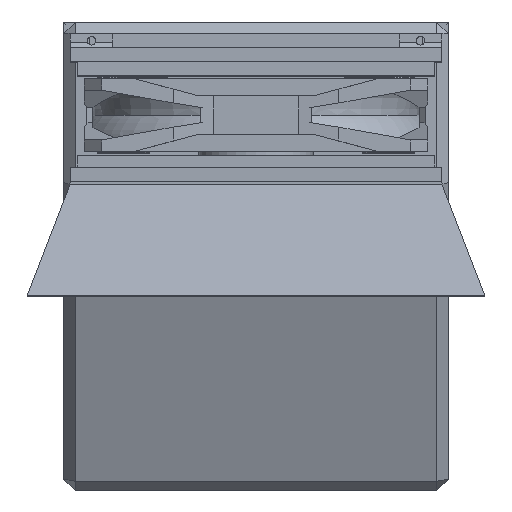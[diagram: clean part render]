
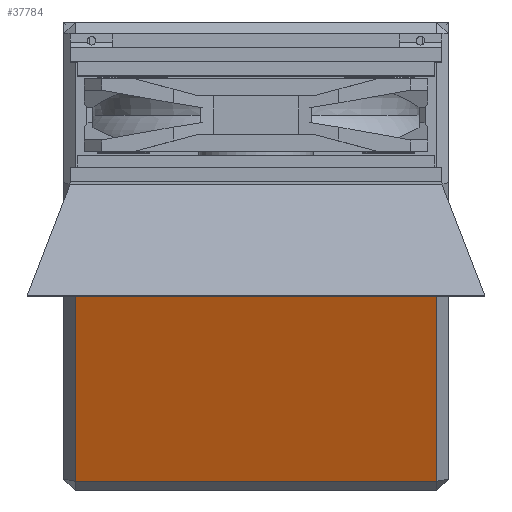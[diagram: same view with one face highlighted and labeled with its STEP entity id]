
A CAD part, top view. The second image highlights one B-rep face of the part: STEP entity #37784.
In plain terms, the highlighted planar face has unit normal (0, -0.359, 0.933).
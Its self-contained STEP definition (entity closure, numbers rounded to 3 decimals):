
#227=ELLIPSE('',#40178,1.607,1.5);
#229=ELLIPSE('',#40181,1.607,1.5);
#723=FACE_BOUND('',#15604,.T.);
#724=FACE_BOUND('',#15605,.T.);
#5250=LINE('',#62840,#9766);
#5273=LINE('',#62884,#9789);
#5275=LINE('',#62887,#9791);
#5279=LINE('',#62895,#9795);
#9766=VECTOR('',#49043,10.);
#9789=VECTOR('',#49082,10.);
#9791=VECTOR('',#49086,10.);
#9795=VECTOR('',#49094,10.);
#11457=PLANE('',#40192);
#13282=FACE_OUTER_BOUND('',#15603,.T.);
#15603=EDGE_LOOP('',(#35678,#35679,#35680,#35681));
#15604=EDGE_LOOP('',(#35682));
#15605=EDGE_LOOP('',(#35683));
#19780=VERTEX_POINT('',#62819);
#19784=VERTEX_POINT('',#62827);
#19788=VERTEX_POINT('',#62839);
#19800=VERTEX_POINT('',#62877);
#19884=VERTEX_POINT('',#63125);
#19886=VERTEX_POINT('',#63131);
#25013=EDGE_CURVE('',#19788,#19784,#5250,.T.);
#25036=EDGE_CURVE('',#19780,#19800,#5273,.T.);
#25038=EDGE_CURVE('',#19784,#19780,#5275,.T.);
#25042=EDGE_CURVE('',#19800,#19788,#5279,.T.);
#25158=EDGE_CURVE('',#19884,#19884,#227,.T.);
#25161=EDGE_CURVE('',#19886,#19886,#229,.T.);
#35678=ORIENTED_EDGE('',*,*,#25013,.F.);
#35679=ORIENTED_EDGE('',*,*,#25042,.F.);
#35680=ORIENTED_EDGE('',*,*,#25036,.F.);
#35681=ORIENTED_EDGE('',*,*,#25038,.F.);
#35682=ORIENTED_EDGE('',*,*,#25158,.T.);
#35683=ORIENTED_EDGE('',*,*,#25161,.T.);
#37784=ADVANCED_FACE('',(#13282,#723,#724),#11457,.T.);
#40178=AXIS2_PLACEMENT_3D('',#63126,#49302,#49303);
#40181=AXIS2_PLACEMENT_3D('',#63132,#49309,#49310);
#40192=AXIS2_PLACEMENT_3D('',#63155,#49342,#49343);
#49043=DIRECTION('',(0.,-0.933,-0.359));
#49082=DIRECTION('',(0.,0.933,0.359));
#49086=DIRECTION('',(-1.,0.,0.));
#49094=DIRECTION('',(1.,0.,0.));
#49302=DIRECTION('center_axis',(0.,0.359,-0.933));
#49303=DIRECTION('ref_axis',(0.,0.933,0.359));
#49309=DIRECTION('center_axis',(0.,0.359,-0.933));
#49310=DIRECTION('ref_axis',(0.,0.933,0.359));
#49342=DIRECTION('center_axis',(0.,-0.359,0.933));
#49343=DIRECTION('ref_axis',(0.,0.933,0.359));
#62819=CARTESIAN_POINT('',(-63.194,-105.557,-101.688));
#62827=CARTESIAN_POINT('',(63.194,-105.557,-101.688));
#62839=CARTESIAN_POINT('',(63.194,-1.958,-61.842));
#62840=CARTESIAN_POINT('',(63.194,-115.164,-105.383));
#62877=CARTESIAN_POINT('',(-63.194,-1.958,-61.842));
#62884=CARTESIAN_POINT('',(-63.194,-115.164,-105.383));
#62887=CARTESIAN_POINT('',(65.,-105.557,-101.688));
#62895=CARTESIAN_POINT('',(65.,-1.958,-61.842));
#63125=CARTESIAN_POINT('',(-52.566,-4.458,-62.803));
#63126=CARTESIAN_POINT('Origin',(-54.066,-4.458,-62.803));
#63131=CARTESIAN_POINT('',(55.566,-4.458,-62.803));
#63132=CARTESIAN_POINT('Origin',(54.066,-4.458,-62.803));
#63155=CARTESIAN_POINT('Origin',(65.,-183.958,-131.842));
